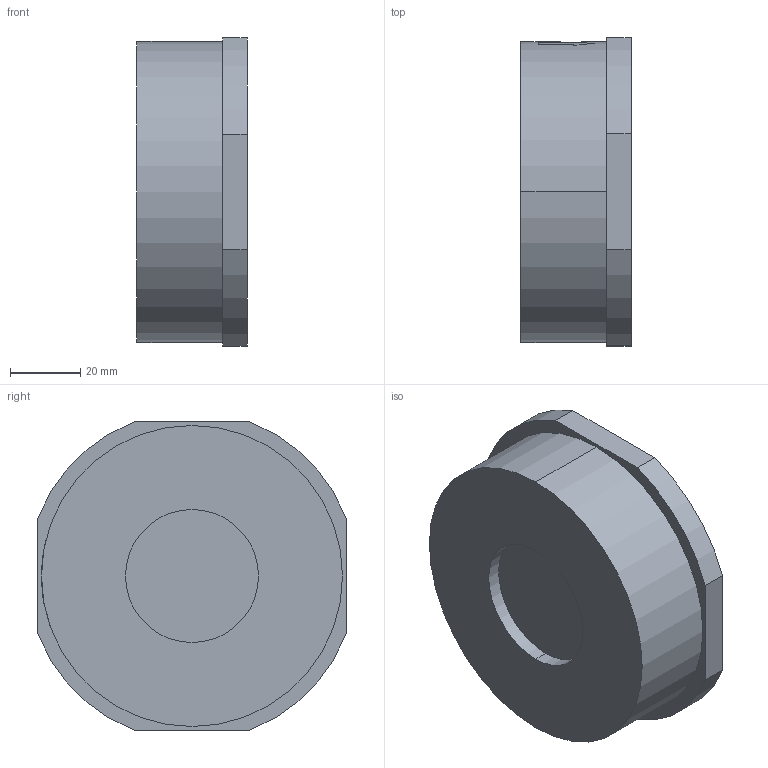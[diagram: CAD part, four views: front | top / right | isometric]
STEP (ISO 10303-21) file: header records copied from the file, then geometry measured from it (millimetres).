
FILE_DESCRIPTION (( 'STEP AP214' ), '1' );
FILE_NAME ('930-040.STEP', '2012-06-26T09:01:08', ( 'rals' ), ( 'Hewlett-Packard Company' ), 'SwSTEP 2.0', 'SolidWorks 2011', '' );
FILE_SCHEMA (( 'AUTOMOTIVE_DESIGN' ));
Length unit declared in the file: millimetre
Products named in the file (1): 930-040
Bounding box: 31.5 x 88 x 88 mm (x, y, z)
Volume: 179952.2 mm3; surface area: 22742.2 mm2
Topology: 1 solids, 1 shells, 98 faces, 258 edges, 172 vertices
Faces by surface type: bspline 47, plane 34, cylinder 17
Entity records: 8125 total; most frequent: CARTESIAN_POINT 6061, ORIENTED_EDGE 516, EDGE_CURVE 258, DIRECTION 256, VERTEX_POINT 172, B_SPLINE_CURVE_WITH_KNOTS 156, EDGE_LOOP 108, AXIS2_PLACEMENT_3D 102
